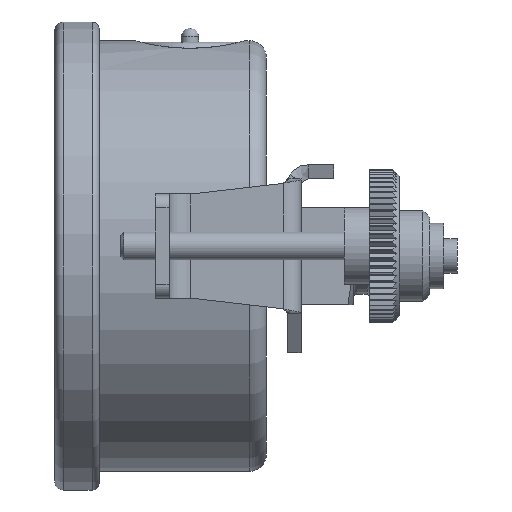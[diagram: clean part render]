
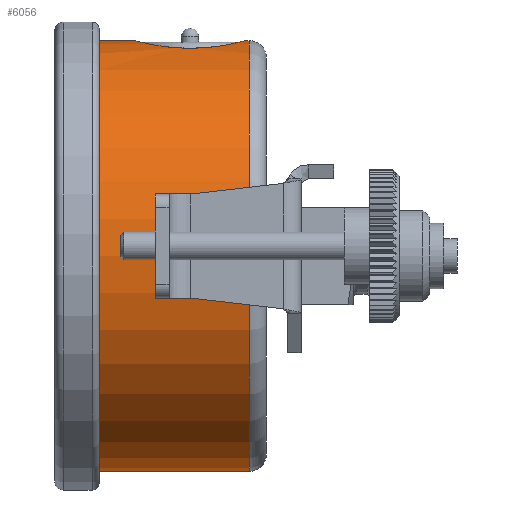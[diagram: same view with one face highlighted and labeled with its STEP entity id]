
A CAD part, left-side view. The second image highlights one B-rep face of the part: STEP entity #6056.
In plain terms, the highlighted cylindrical face has radius 31 mm (diameter 62 mm), a full revolution.
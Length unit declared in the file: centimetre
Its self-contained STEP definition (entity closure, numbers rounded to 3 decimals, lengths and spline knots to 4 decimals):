
#38=B_SPLINE_CURVE_WITH_KNOTS('',3,(#10630,#10631,#10632,#10633,#10634,
#10635,#10636,#10637,#10638,#10639,#10640,#10641,#10642,#10643,#10644,#10645,
#10646),.UNSPECIFIED.,.T.,.F.,(4,1,1,1,1,1,1,1,1,1,1,1,1,1,4),(2.5129,
2.8718,3.2308,3.5898,3.9488,4.4274,
4.6668,5.1454,5.3847,5.7437,6.1027,
6.4617,6.8206,7.1796,7.5386),
 .UNSPECIFIED.);
#294=CYLINDRICAL_SURFACE('',#6554,3.1);
#330=FACE_BOUND('',#1942,.T.);
#331=FACE_BOUND('',#1943,.T.);
#1590=FACE_OUTER_BOUND('',#1941,.T.);
#1941=EDGE_LOOP('',(#5183));
#1942=EDGE_LOOP('',(#5184));
#1943=EDGE_LOOP('',(#5185));
#2151=CIRCLE('',#6555,3.1);
#2152=CIRCLE('',#6556,3.1);
#2709=VERTEX_POINT('',#10627);
#2710=VERTEX_POINT('',#10629);
#2711=VERTEX_POINT('',#10647);
#3538=EDGE_CURVE('',#2709,#2709,#2151,.T.);
#3539=EDGE_CURVE('',#2710,#2710,#38,.T.);
#3540=EDGE_CURVE('',#2711,#2711,#2152,.T.);
#5183=ORIENTED_EDGE('',*,*,#3538,.F.);
#5184=ORIENTED_EDGE('',*,*,#3539,.F.);
#5185=ORIENTED_EDGE('',*,*,#3540,.T.);
#6056=ADVANCED_FACE('',(#1590,#330,#331),#294,.T.);
#6554=AXIS2_PLACEMENT_3D('',#10626,#8019,#8020);
#6555=AXIS2_PLACEMENT_3D('',#10628,#8021,#8022);
#6556=AXIS2_PLACEMENT_3D('',#10648,#8023,#8024);
#8019=DIRECTION('center_axis',(0.,-1.,0.));
#8020=DIRECTION('ref_axis',(1.,0.,0.));
#8021=DIRECTION('center_axis',(0.,-1.,0.));
#8022=DIRECTION('ref_axis',(1.,0.,0.));
#8023=DIRECTION('center_axis',(0.,-1.,0.));
#8024=DIRECTION('ref_axis',(1.,0.,0.));
#10626=CARTESIAN_POINT('Origin',(0.,1.36,0.));
#10627=CARTESIAN_POINT('',(3.1,0.25,0.));
#10628=CARTESIAN_POINT('Origin',(0.,0.25,0.));
#10629=CARTESIAN_POINT('',(0.0003,0.3,3.1));
#10630=CARTESIAN_POINT('Ctrl Pts',(0.0005,0.2999,
3.1));
#10631=CARTESIAN_POINT('Ctrl Pts',(0.1224,0.3,3.1));
#10632=CARTESIAN_POINT('Ctrl Pts',(0.3659,0.3551,3.0847));
#10633=CARTESIAN_POINT('Ctrl Pts',(0.6573,0.5843,
3.0325));
#10634=CARTESIAN_POINT('Ctrl Pts',(0.8198,0.9153,
2.9898));
#10635=CARTESIAN_POINT('Ctrl Pts',(0.8199,1.3267,2.9898));
#10636=CARTESIAN_POINT('Ctrl Pts',(0.6294,1.6498,3.0397));
#10637=CARTESIAN_POINT('Ctrl Pts',(0.2904,1.8774,3.0931));
#10638=CARTESIAN_POINT('Ctrl Pts',(-0.0442,1.9273,
3.1074));
#10639=CARTESIAN_POINT('Ctrl Pts',(-0.3982,1.8192,
3.0786));
#10640=CARTESIAN_POINT('Ctrl Pts',(-0.6573,1.616,3.0327));
#10641=CARTESIAN_POINT('Ctrl Pts',(-0.8202,1.2834,
2.9896));
#10642=CARTESIAN_POINT('Ctrl Pts',(-0.8195,0.9146,
2.9899));
#10643=CARTESIAN_POINT('Ctrl Pts',(-0.6569,0.5838,
3.0326));
#10644=CARTESIAN_POINT('Ctrl Pts',(-0.3657,0.3549,
3.0847));
#10645=CARTESIAN_POINT('Ctrl Pts',(-0.1215,0.2999,
3.1001));
#10646=CARTESIAN_POINT('Ctrl Pts',(0.0005,0.2999,
3.1));
#10647=CARTESIAN_POINT('',(-3.1,2.41,0.));
#10648=CARTESIAN_POINT('Origin',(0.,2.41,0.));
